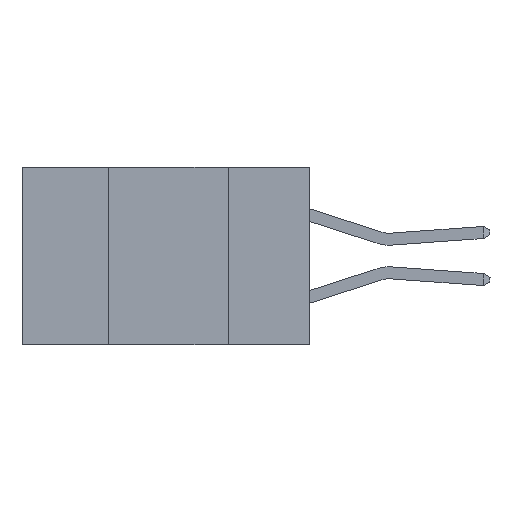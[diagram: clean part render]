
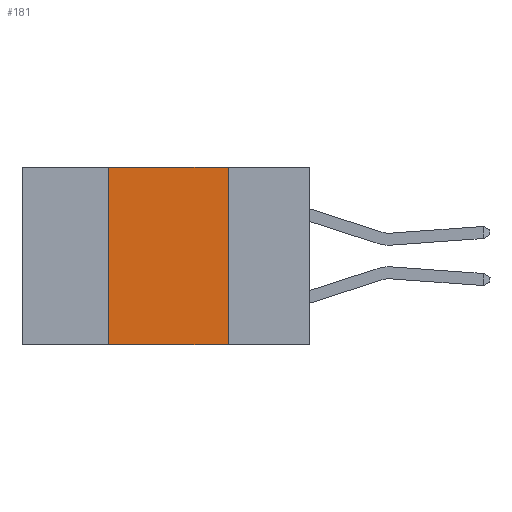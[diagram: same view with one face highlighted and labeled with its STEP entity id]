
A CAD part, left-side view. The second image highlights one B-rep face of the part: STEP entity #181.
In plain terms, the highlighted planar face has unit normal (-1, 0, 0).
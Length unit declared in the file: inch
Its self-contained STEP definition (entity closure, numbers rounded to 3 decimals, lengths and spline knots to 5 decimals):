
#181 = ADVANCED_FACE ( 'NONE', ( #943 ), #10582, .F. ) ;
#943 = FACE_OUTER_BOUND ( 'NONE', #22541, .T. ) ;
#1050 = CARTESIAN_POINT ( 'NONE',  ( 0., 0.42, -0.37 ) ) ;
#1214 = ORIENTED_EDGE ( 'NONE', *, *, #18317, .F. ) ;
#1980 = LINE ( 'NONE', #17595, #22539 ) ;
#2232 = DIRECTION ( 'NONE',  ( 0., 0., -1. ) ) ;
#2895 = VERTEX_POINT ( 'NONE', #19131 ) ;
#3094 = DIRECTION ( 'NONE',  ( 0., 0., 1. ) ) ;
#3767 = ORIENTED_EDGE ( 'NONE', *, *, #13208, .F. ) ;
#4753 = ORIENTED_EDGE ( 'NONE', *, *, #6405, .T. ) ;
#6034 = LINE ( 'NONE', #23873, #21217 ) ;
#6248 = CARTESIAN_POINT ( 'NONE',  ( 0., 0.6, 0. ) ) ;
#6405 = EDGE_CURVE ( 'NONE', #18312, #8147, #1980, .T. ) ;
#7877 = DIRECTION ( 'NONE',  ( 0., -1., 0. ) ) ;
#8147 = VERTEX_POINT ( 'NONE', #10994 ) ;
#8476 = CARTESIAN_POINT ( 'NONE',  ( 0., 0.17, 0. ) ) ;
#9845 = CARTESIAN_POINT ( 'NONE',  ( 0., 0.6, 0. ) ) ;
#10582 = PLANE ( 'NONE',  #21810 ) ;
#10799 = ORIENTED_EDGE ( 'NONE', *, *, #21012, .F. ) ;
#10994 = CARTESIAN_POINT ( 'NONE',  ( 0., 0.17, -0.37 ) ) ;
#13015 = LINE ( 'NONE', #9845, #22113 ) ;
#13208 = EDGE_CURVE ( 'NONE', #18312, #2895, #24798, .T. ) ;
#13846 = DIRECTION ( 'NONE',  ( 1., 0., 0. ) ) ;
#15672 = DIRECTION ( 'NONE',  ( 0., -1., 0. ) ) ;
#15760 = CARTESIAN_POINT ( 'NONE',  ( 0., 0.42, -0.37 ) ) ;
#17595 = CARTESIAN_POINT ( 'NONE',  ( 0., 0.6, -0.37 ) ) ;
#18312 = VERTEX_POINT ( 'NONE', #15760 ) ;
#18317 = EDGE_CURVE ( 'NONE', #2895, #22151, #13015, .T. ) ;
#19131 = CARTESIAN_POINT ( 'NONE',  ( 0., 0.42, 0. ) ) ;
#21012 = EDGE_CURVE ( 'NONE', #22151, #8147, #6034, .T. ) ;
#21217 = VECTOR ( 'NONE', #22005, 39.37008 ) ;
#21810 = AXIS2_PLACEMENT_3D ( 'NONE', #6248, #13846, #2232 ) ;
#22005 = DIRECTION ( 'NONE',  ( 0., 0., -1. ) ) ;
#22113 = VECTOR ( 'NONE', #7877, 39.37008 ) ;
#22151 = VERTEX_POINT ( 'NONE', #8476 ) ;
#22539 = VECTOR ( 'NONE', #15672, 39.37008 ) ;
#22541 = EDGE_LOOP ( 'NONE', ( #10799, #1214, #3767, #4753 ) ) ;
#23873 = CARTESIAN_POINT ( 'NONE',  ( 0., 0.17, -0.37 ) ) ;
#24162 = VECTOR ( 'NONE', #3094, 39.37008 ) ;
#24798 = LINE ( 'NONE', #1050, #24162 ) ;
